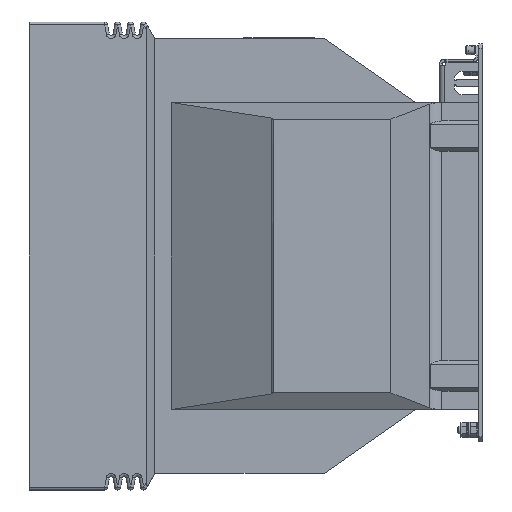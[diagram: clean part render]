
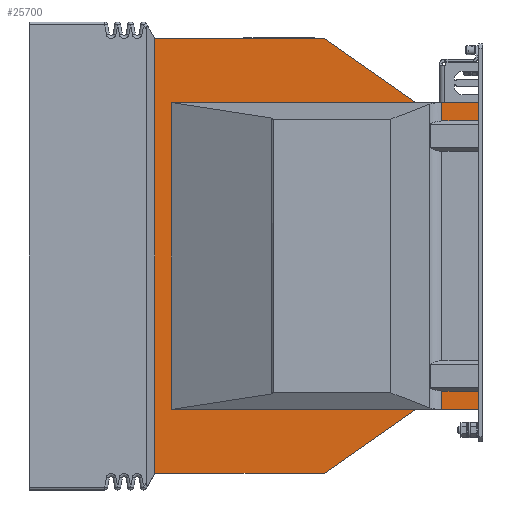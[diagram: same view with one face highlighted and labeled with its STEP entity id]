
A CAD part, left-side view. The second image highlights one B-rep face of the part: STEP entity #25700.
In plain terms, the highlighted planar face has unit normal (-1, 0, 0).
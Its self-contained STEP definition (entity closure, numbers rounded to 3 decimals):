
#513 = VECTOR ( 'NONE', #219995, 1000. ) ;
#2102 = FACE_OUTER_BOUND ( 'NONE', #71841, .T. ) ;
#6290 = CARTESIAN_POINT ( 'NONE',  ( -65., 0., 223. ) ) ;
#6499 = VECTOR ( 'NONE', #228144, 1000. ) ;
#7510 = VECTOR ( 'NONE', #120582, 1000. ) ;
#9199 = LINE ( 'NONE', #131209, #105642 ) ;
#12003 = CARTESIAN_POINT ( 'NONE',  ( -65., 411.768, -143.232 ) ) ;
#14835 = VERTEX_POINT ( 'NONE', #14928 ) ;
#14928 = CARTESIAN_POINT ( 'NONE',  ( -65., 332., -223. ) ) ;
#15806 = EDGE_CURVE ( 'NONE', #42309, #82568, #158076, .T. ) ;
#15932 = VERTEX_POINT ( 'NONE', #139668 ) ;
#16123 = CARTESIAN_POINT ( 'NONE',  ( -65., 188.768, 366.232 ) ) ;
#18669 = EDGE_CURVE ( 'NONE', #120150, #173050, #96952, .T. ) ;
#18943 = LINE ( 'NONE', #6290, #115447 ) ;
#19481 = CARTESIAN_POINT ( 'NONE',  ( -65., 0., -157.5 ) ) ;
#19960 = CARTESIAN_POINT ( 'NONE',  ( -65., 65., 157.5 ) ) ;
#20919 = LINE ( 'NONE', #104490, #111740 ) ;
#22221 = VERTEX_POINT ( 'NONE', #97214 ) ;
#22535 = DIRECTION ( 'NONE',  ( 0., -1., 0. ) ) ;
#25700 = ADVANCED_FACE ( 'NONE', ( #2102 ), #65313, .F. ) ;
#26030 = VECTOR ( 'NONE', #63781, 1000. ) ;
#27025 = VERTEX_POINT ( 'NONE', #173752 ) ;
#28669 = DIRECTION ( 'NONE',  ( 0., -1., 0. ) ) ;
#31471 = ORIENTED_EDGE ( 'NONE', *, *, #234214, .T. ) ;
#31711 = LINE ( 'NONE', #172327, #26030 ) ;
#32054 = CARTESIAN_POINT ( 'NONE',  ( -65., 82.715, 169.904 ) ) ;
#36171 = EDGE_CURVE ( 'NONE', #191384, #27025, #74366, .T. ) ;
#37653 = DIRECTION ( 'NONE',  ( 0., 0., -1. ) ) ;
#42309 = VERTEX_POINT ( 'NONE', #179406 ) ;
#45253 = ORIENTED_EDGE ( 'NONE', *, *, #88294, .T. ) ;
#48954 = ORIENTED_EDGE ( 'NONE', *, *, #150635, .T. ) ;
#49532 = VERTEX_POINT ( 'NONE', #84549 ) ;
#51404 = DIRECTION ( 'NONE',  ( 0., -1., 0. ) ) ;
#51860 = EDGE_CURVE ( 'NONE', #127118, #82568, #18943, .T. ) ;
#52915 = DIRECTION ( 'NONE',  ( 0., -1., 0. ) ) ;
#57830 = LINE ( 'NONE', #217652, #148597 ) ;
#58648 = EDGE_CURVE ( 'NONE', #85640, #27025, #103957, .T. ) ;
#58702 = ORIENTED_EDGE ( 'NONE', *, *, #60008, .T. ) ;
#60008 = EDGE_CURVE ( 'NONE', #15932, #155361, #57830, .T. ) ;
#63781 = DIRECTION ( 'NONE',  ( 0., 0., -1. ) ) ;
#65313 = PLANE ( 'NONE',  #153132 ) ;
#66400 = ORIENTED_EDGE ( 'NONE', *, *, #227289, .T. ) ;
#70857 = ORIENTED_EDGE ( 'NONE', *, *, #143332, .F. ) ;
#71841 = EDGE_LOOP ( 'NONE', ( #201225, #115134, #58702, #70857, #185536, #48954, #106685, #186098, #193092, #114608, #223683, #105977, #31471, #45253, #66400, #149052, #158783, #121173 ) ) ;
#74366 = LINE ( 'NONE', #115727, #213342 ) ;
#76446 = EDGE_CURVE ( 'NONE', #22221, #49532, #159287, .T. ) ;
#81821 = DIRECTION ( 'NONE',  ( 0., 0., -1. ) ) ;
#82568 = VERTEX_POINT ( 'NONE', #19481 ) ;
#82592 = CARTESIAN_POINT ( 'NONE',  ( -65., 45.537, -157.5 ) ) ;
#83561 = CARTESIAN_POINT ( 'NONE',  ( -65., 45.537, 223. ) ) ;
#84217 = CARTESIAN_POINT ( 'NONE',  ( -65., 0., 157.5 ) ) ;
#84549 = CARTESIAN_POINT ( 'NONE',  ( -65., 158.544, 223. ) ) ;
#85640 = VERTEX_POINT ( 'NONE', #84217 ) ;
#86648 = DIRECTION ( 'NONE',  ( 1., 0., 0. ) ) ;
#88294 = EDGE_CURVE ( 'NONE', #233577, #14835, #214001, .T. ) ;
#89948 = CARTESIAN_POINT ( 'NONE',  ( -65., 315.057, 223. ) ) ;
#95220 = CARTESIAN_POINT ( 'NONE',  ( -65., 37.728, 157.417 ) ) ;
#96952 = LINE ( 'NONE', #200999, #513 ) ;
#97214 = CARTESIAN_POINT ( 'NONE',  ( -65., 332., 223. ) ) ;
#97432 = VECTOR ( 'NONE', #81821, 1000. ) ;
#99031 = EDGE_CURVE ( 'NONE', #215972, #22221, #177918, .T. ) ;
#102391 = DIRECTION ( 'NONE',  ( 0., -0.707, -0.707 ) ) ;
#103957 = LINE ( 'NONE', #229083, #7510 ) ;
#104490 = CARTESIAN_POINT ( 'NONE',  ( -65., 391., 223. ) ) ;
#105642 = VECTOR ( 'NONE', #22535, 1000. ) ;
#105977 = ORIENTED_EDGE ( 'NONE', *, *, #99031, .F. ) ;
#106685 = ORIENTED_EDGE ( 'NONE', *, *, #36171, .T. ) ;
#107295 = DIRECTION ( 'NONE',  ( 0., -0.707, 0.707 ) ) ;
#111113 = VECTOR ( 'NONE', #52915, 1000. ) ;
#111490 = VERTEX_POINT ( 'NONE', #148031 ) ;
#111740 = VECTOR ( 'NONE', #213799, 1000. ) ;
#112247 = CARTESIAN_POINT ( 'NONE',  ( -65., 391., -164. ) ) ;
#113906 = DIRECTION ( 'NONE',  ( 0., 1., 0. ) ) ;
#114608 = ORIENTED_EDGE ( 'NONE', *, *, #145179, .F. ) ;
#115134 = ORIENTED_EDGE ( 'NONE', *, *, #207795, .T. ) ;
#115447 = VECTOR ( 'NONE', #133201, 1000. ) ;
#115727 = CARTESIAN_POINT ( 'NONE',  ( -65., 500000., 138.5 ) ) ;
#120150 = VERTEX_POINT ( 'NONE', #95220 ) ;
#120582 = DIRECTION ( 'NONE',  ( 0., 0., -1. ) ) ;
#121173 = ORIENTED_EDGE ( 'NONE', *, *, #51860, .F. ) ;
#127118 = VERTEX_POINT ( 'NONE', #162217 ) ;
#131209 = CARTESIAN_POINT ( 'NONE',  ( -65., 500000., -138.5 ) ) ;
#133201 = DIRECTION ( 'NONE',  ( 0., 0., -1. ) ) ;
#134006 = DIRECTION ( 'NONE',  ( 0., -1., 0. ) ) ;
#137273 = EDGE_CURVE ( 'NONE', #197026, #85640, #175495, .T. ) ;
#139668 = CARTESIAN_POINT ( 'NONE',  ( -65., 37.728, -157.417 ) ) ;
#140011 = LINE ( 'NONE', #190430, #97432 ) ;
#143332 = EDGE_CURVE ( 'NONE', #173050, #155361, #175112, .T. ) ;
#145179 = EDGE_CURVE ( 'NONE', #49532, #197026, #165563, .T. ) ;
#148031 = CARTESIAN_POINT ( 'NONE',  ( -65., 37.728, -138.5 ) ) ;
#148597 = VECTOR ( 'NONE', #113906, 1000. ) ;
#148851 = EDGE_CURVE ( 'NONE', #111490, #127118, #9199, .T. ) ;
#149052 = ORIENTED_EDGE ( 'NONE', *, *, #228712, .T. ) ;
#150635 = EDGE_CURVE ( 'NONE', #120150, #191384, #140011, .T. ) ;
#152457 = VECTOR ( 'NONE', #28669, 1000. ) ;
#152832 = VECTOR ( 'NONE', #181893, 1000. ) ;
#153132 = AXIS2_PLACEMENT_3D ( 'NONE', #83561, #86648, #213426 ) ;
#154522 = CARTESIAN_POINT ( 'NONE',  ( -65., -126.837, -23.175 ) ) ;
#155361 = VERTEX_POINT ( 'NONE', #161552 ) ;
#158076 = LINE ( 'NONE', #82592, #152457 ) ;
#158783 = ORIENTED_EDGE ( 'NONE', *, *, #15806, .T. ) ;
#158857 = DIRECTION ( 'NONE',  ( 0., -0.819, -0.574 ) ) ;
#159287 = LINE ( 'NONE', #233554, #111113 ) ;
#161552 = CARTESIAN_POINT ( 'NONE',  ( -65., 315.057, -157.417 ) ) ;
#162217 = CARTESIAN_POINT ( 'NONE',  ( -65., 0., -138.5 ) ) ;
#163900 = VERTEX_POINT ( 'NONE', #223567 ) ;
#165563 = LINE ( 'NONE', #32054, #213752 ) ;
#172048 = VECTOR ( 'NONE', #51404, 1000. ) ;
#172327 = CARTESIAN_POINT ( 'NONE',  ( -65., 37.728, -157.417 ) ) ;
#172664 = CARTESIAN_POINT ( 'NONE',  ( -65., 391., 164. ) ) ;
#173050 = VERTEX_POINT ( 'NONE', #220901 ) ;
#173752 = CARTESIAN_POINT ( 'NONE',  ( -65., 0., 138.5 ) ) ;
#175112 = LINE ( 'NONE', #89948, #223322 ) ;
#175495 = LINE ( 'NONE', #217563, #152832 ) ;
#177694 = LINE ( 'NONE', #196422, #172048 ) ;
#177918 = LINE ( 'NONE', #16123, #220456 ) ;
#179406 = CARTESIAN_POINT ( 'NONE',  ( -65., 65., -157.5 ) ) ;
#181893 = DIRECTION ( 'NONE',  ( 0., -1., 0. ) ) ;
#185536 = ORIENTED_EDGE ( 'NONE', *, *, #18669, .F. ) ;
#186098 = ORIENTED_EDGE ( 'NONE', *, *, #58648, .F. ) ;
#190430 = CARTESIAN_POINT ( 'NONE',  ( -65., 37.728, -157.417 ) ) ;
#191384 = VERTEX_POINT ( 'NONE', #198905 ) ;
#193092 = ORIENTED_EDGE ( 'NONE', *, *, #137273, .F. ) ;
#193706 = LINE ( 'NONE', #154522, #6499 ) ;
#196422 = CARTESIAN_POINT ( 'NONE',  ( -65., 45.537, -223. ) ) ;
#197026 = VERTEX_POINT ( 'NONE', #19960 ) ;
#198905 = CARTESIAN_POINT ( 'NONE',  ( -65., 37.728, 138.5 ) ) ;
#200999 = CARTESIAN_POINT ( 'NONE',  ( -65., -58., 157.417 ) ) ;
#201225 = ORIENTED_EDGE ( 'NONE', *, *, #148851, .F. ) ;
#207795 = EDGE_CURVE ( 'NONE', #111490, #15932, #31711, .T. ) ;
#213342 = VECTOR ( 'NONE', #134006, 1000. ) ;
#213426 = DIRECTION ( 'NONE',  ( 0., 0., -1. ) ) ;
#213752 = VECTOR ( 'NONE', #158857, 1000. ) ;
#213799 = DIRECTION ( 'NONE',  ( 0., 0., -1. ) ) ;
#214001 = LINE ( 'NONE', #12003, #233795 ) ;
#215972 = VERTEX_POINT ( 'NONE', #172664 ) ;
#217563 = CARTESIAN_POINT ( 'NONE',  ( -65., 45.537, 157.5 ) ) ;
#217652 = CARTESIAN_POINT ( 'NONE',  ( -65., -58., -157.417 ) ) ;
#219995 = DIRECTION ( 'NONE',  ( 0., 1., 0. ) ) ;
#220456 = VECTOR ( 'NONE', #107295, 1000. ) ;
#220901 = CARTESIAN_POINT ( 'NONE',  ( -65., 315.057, 157.417 ) ) ;
#223322 = VECTOR ( 'NONE', #37653, 1000. ) ;
#223567 = CARTESIAN_POINT ( 'NONE',  ( -65., 158.544, -223. ) ) ;
#223683 = ORIENTED_EDGE ( 'NONE', *, *, #76446, .F. ) ;
#227289 = EDGE_CURVE ( 'NONE', #14835, #163900, #177694, .T. ) ;
#228144 = DIRECTION ( 'NONE',  ( 0., -0.819, 0.574 ) ) ;
#228712 = EDGE_CURVE ( 'NONE', #163900, #42309, #193706, .T. ) ;
#229083 = CARTESIAN_POINT ( 'NONE',  ( -65., 0., 223. ) ) ;
#233554 = CARTESIAN_POINT ( 'NONE',  ( -65., 391., 223. ) ) ;
#233577 = VERTEX_POINT ( 'NONE', #112247 ) ;
#233795 = VECTOR ( 'NONE', #102391, 1000. ) ;
#234214 = EDGE_CURVE ( 'NONE', #215972, #233577, #20919, .T. ) ;
